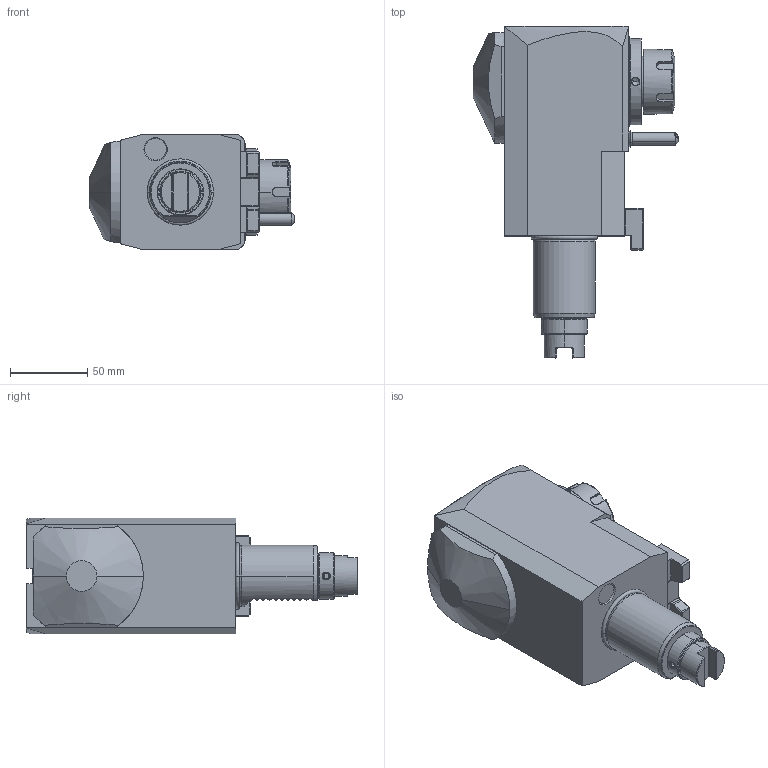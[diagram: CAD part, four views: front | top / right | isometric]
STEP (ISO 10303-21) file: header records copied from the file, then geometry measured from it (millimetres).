
FILE_DESCRIPTION((''),'2;1');
FILE_NAME('NGT1_40_261_25_1_1_100','2022-03-22T',('vali'),('NOVA GRUP'),'PRO/ENGINEER BY PARAMETRIC TECHNOLOGY CORPORATION, 2010280','PRO/ENGINEER BY PARAMETRIC TECHNOLOGY CORPORATION, 2010280','');
FILE_SCHEMA(('CONFIG_CONTROL_DESIGN'));
Length unit declared in the file: millimetre
Products named in the file (1): NGT1_40_261_25_1_1_100
Bounding box: 133.14 x 215 x 75 mm (x, y, z)
Volume: 986885.8 mm3; surface area: 76330.4 mm2
Topology: 1 solids, 1 shells, 400 faces, 1006 edges, 620 vertices
Faces by surface type: plane 199, cylinder 74, cone 60, bspline 46, torus 17, extrusion 2, sphere 2
Entity records: 16758 total; most frequent: CARTESIAN_POINT 7739, ORIENTED_EDGE 1996, DIRECTION 1632, EDGE_CURVE 998, VERTEX_POINT 620, AXIS2_PLACEMENT_3D 545, VECTOR 542, LINE 540
